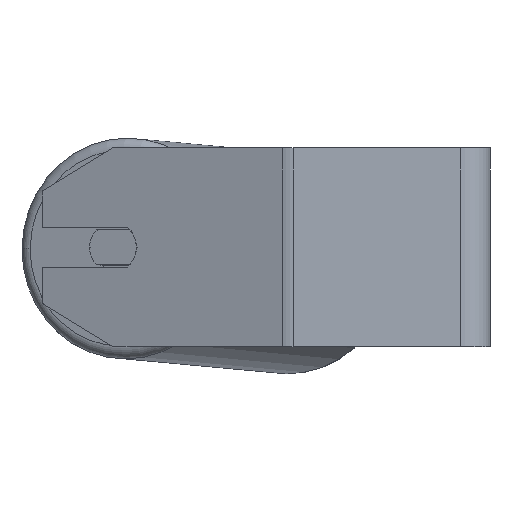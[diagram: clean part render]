
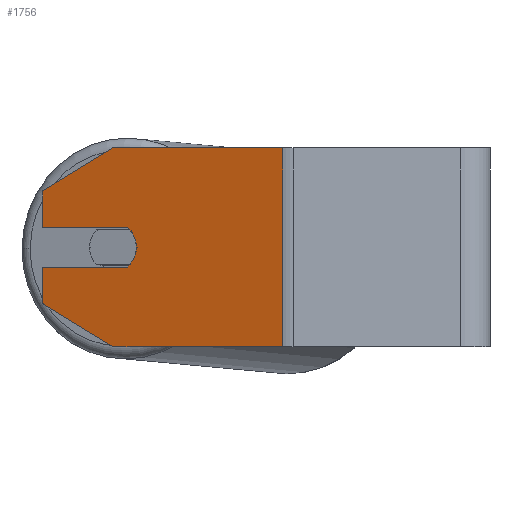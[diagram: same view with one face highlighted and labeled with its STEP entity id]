
A CAD part, left-side view. The second image highlights one B-rep face of the part: STEP entity #1756.
In plain terms, the highlighted planar face has unit normal (-0.94, 0.342, 0).
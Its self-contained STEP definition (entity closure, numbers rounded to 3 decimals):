
#82 = ORIENTED_EDGE ( 'NONE', *, *, #4269, .F. ) ;
#338 = CARTESIAN_POINT ( 'NONE',  ( -219.361, 151.841, -40. ) ) ;
#439 = VERTEX_POINT ( 'NONE', #3897 ) ;
#603 = CARTESIAN_POINT ( 'NONE',  ( -244.276, 83.388, -40. ) ) ;
#764 = ORIENTED_EDGE ( 'NONE', *, *, #6733, .T. ) ;
#834 = EDGE_CURVE ( 'NONE', #5287, #5235, #2908, .T. ) ;
#864 = DIRECTION ( 'NONE',  ( 0.94, -0.342, 0. ) ) ;
#948 = LINE ( 'NONE', #2583, #3529 ) ;
#1044 = DIRECTION ( 'NONE',  ( -0.342, -0.94, 0. ) ) ;
#1212 = EDGE_CURVE ( 'NONE', #2489, #439, #948, .T. ) ;
#1239 = CARTESIAN_POINT ( 'NONE',  ( -209.101, 180.032, 40. ) ) ;
#1342 = VERTEX_POINT ( 'NONE', #3491 ) ;
#1442 = DIRECTION ( 'NONE',  ( -0.342, -0.94, 0. ) ) ;
#1449 = ORIENTED_EDGE ( 'NONE', *, *, #6507, .T. ) ;
#1591 = ORIENTED_EDGE ( 'NONE', *, *, #6584, .T. ) ;
#1597 = CARTESIAN_POINT ( 'NONE',  ( -209.101, 180.032, -40. ) ) ;
#1632 = DIRECTION ( 'NONE',  ( 0.342, 0.94, 0. ) ) ;
#1696 = DIRECTION ( 'NONE',  ( 0.296, 0.814, -0.5 ) ) ;
#1735 = VERTEX_POINT ( 'NONE', #2710 ) ;
#1749 = CIRCLE ( 'NONE', #2994, 10. ) ;
#1756 = ADVANCED_FACE ( 'NONE', ( #6716 ), #4013, .F. ) ;
#1771 = CARTESIAN_POINT ( 'NONE',  ( -209.101, 180.032, 22.679 ) ) ;
#1813 = CARTESIAN_POINT ( 'NONE',  ( -219.361, 151.841, 40. ) ) ;
#1873 = EDGE_CURVE ( 'NONE', #1342, #5577, #6190, .T. ) ;
#2279 = CARTESIAN_POINT ( 'NONE',  ( -209.101, 180.032, 22.679 ) ) ;
#2489 = VERTEX_POINT ( 'NONE', #2859 ) ;
#2577 = EDGE_CURVE ( 'NONE', #439, #1735, #3882, .T. ) ;
#2583 = CARTESIAN_POINT ( 'NONE',  ( -209.101, 180.032, -8. ) ) ;
#2626 = DIRECTION ( 'NONE',  ( -0.342, -0.94, 0. ) ) ;
#2710 = CARTESIAN_POINT ( 'NONE',  ( -222.782, 142.444, 0. ) ) ;
#2741 = ORIENTED_EDGE ( 'NONE', *, *, #2577, .F. ) ;
#2859 = CARTESIAN_POINT ( 'NONE',  ( -209.101, 180.032, -8. ) ) ;
#2908 = LINE ( 'NONE', #1771, #5787 ) ;
#2994 = AXIS2_PLACEMENT_3D ( 'NONE', #6899, #3806, #1044 ) ;
#3129 = CARTESIAN_POINT ( 'NONE',  ( -209.101, 180.032, 40. ) ) ;
#3319 = AXIS2_PLACEMENT_3D ( 'NONE', #5163, #6232, #1442 ) ;
#3424 = CARTESIAN_POINT ( 'NONE',  ( -209.101, 180.032, 8. ) ) ;
#3483 = CARTESIAN_POINT ( 'NONE',  ( -244.276, 83.388, 40. ) ) ;
#3491 = CARTESIAN_POINT ( 'NONE',  ( -244.276, 83.388, 40. ) ) ;
#3529 = VECTOR ( 'NONE', #5511, 1000. ) ;
#3600 = EDGE_CURVE ( 'NONE', #1735, #4066, #1749, .T. ) ;
#3792 = VERTEX_POINT ( 'NONE', #338 ) ;
#3806 = DIRECTION ( 'NONE',  ( -0.94, 0.342, 0. ) ) ;
#3882 = CIRCLE ( 'NONE', #3319, 10. ) ;
#3897 = CARTESIAN_POINT ( 'NONE',  ( -221.414, 146.203, -8. ) ) ;
#3917 = VECTOR ( 'NONE', #4861, 1000. ) ;
#3946 = VERTEX_POINT ( 'NONE', #5322 ) ;
#4013 = PLANE ( 'NONE',  #4443 ) ;
#4066 = VERTEX_POINT ( 'NONE', #4901 ) ;
#4215 = VECTOR ( 'NONE', #6223, 1000. ) ;
#4269 = EDGE_CURVE ( 'NONE', #5287, #1342, #4752, .T. ) ;
#4323 = LINE ( 'NONE', #5816, #4707 ) ;
#4408 = EDGE_CURVE ( 'NONE', #4066, #5846, #4525, .T. ) ;
#4443 = AXIS2_PLACEMENT_3D ( 'NONE', #6255, #864, #5645 ) ;
#4525 = LINE ( 'NONE', #3424, #5948 ) ;
#4669 = ORIENTED_EDGE ( 'NONE', *, *, #6548, .T. ) ;
#4707 = VECTOR ( 'NONE', #5393, 1000. ) ;
#4752 = LINE ( 'NONE', #3129, #6512 ) ;
#4792 = LINE ( 'NONE', #1597, #3917 ) ;
#4852 = CARTESIAN_POINT ( 'NONE',  ( -209.101, 180.032, 8. ) ) ;
#4861 = DIRECTION ( 'NONE',  ( -0.342, -0.94, 0. ) ) ;
#4901 = CARTESIAN_POINT ( 'NONE',  ( -221.414, 146.203, 8. ) ) ;
#5035 = LINE ( 'NONE', #1239, #6073 ) ;
#5043 = VECTOR ( 'NONE', #5644, 1000. ) ;
#5108 = LINE ( 'NONE', #6889, #5043 ) ;
#5161 = ORIENTED_EDGE ( 'NONE', *, *, #4408, .F. ) ;
#5163 = CARTESIAN_POINT ( 'NONE',  ( -219.361, 151.841, 0. ) ) ;
#5235 = VERTEX_POINT ( 'NONE', #2279 ) ;
#5287 = VERTEX_POINT ( 'NONE', #1813 ) ;
#5322 = CARTESIAN_POINT ( 'NONE',  ( -209.101, 180.032, -22.679 ) ) ;
#5393 = DIRECTION ( 'NONE',  ( 0., 0., -1. ) ) ;
#5491 = DIRECTION ( 'NONE',  ( 0., 0., -1. ) ) ;
#5511 = DIRECTION ( 'NONE',  ( -0.342, -0.94, 0. ) ) ;
#5577 = VERTEX_POINT ( 'NONE', #603 ) ;
#5590 = EDGE_LOOP ( 'NONE', ( #2741, #5739, #4669, #1449, #1591, #6274, #82, #6252, #764, #5161, #6443 ) ) ;
#5644 = DIRECTION ( 'NONE',  ( -0.296, -0.814, -0.5 ) ) ;
#5645 = DIRECTION ( 'NONE',  ( 0.342, 0.94, 0. ) ) ;
#5739 = ORIENTED_EDGE ( 'NONE', *, *, #1212, .F. ) ;
#5787 = VECTOR ( 'NONE', #1696, 1000. ) ;
#5816 = CARTESIAN_POINT ( 'NONE',  ( -209.101, 180.032, 40. ) ) ;
#5846 = VERTEX_POINT ( 'NONE', #4852 ) ;
#5948 = VECTOR ( 'NONE', #1632, 1000. ) ;
#6073 = VECTOR ( 'NONE', #5491, 1000. ) ;
#6190 = LINE ( 'NONE', #3483, #4215 ) ;
#6223 = DIRECTION ( 'NONE',  ( 0., 0., -1. ) ) ;
#6232 = DIRECTION ( 'NONE',  ( -0.94, 0.342, 0. ) ) ;
#6252 = ORIENTED_EDGE ( 'NONE', *, *, #834, .T. ) ;
#6255 = CARTESIAN_POINT ( 'NONE',  ( -209.101, 180.032, 40. ) ) ;
#6274 = ORIENTED_EDGE ( 'NONE', *, *, #1873, .F. ) ;
#6443 = ORIENTED_EDGE ( 'NONE', *, *, #3600, .F. ) ;
#6507 = EDGE_CURVE ( 'NONE', #3946, #3792, #5108, .T. ) ;
#6512 = VECTOR ( 'NONE', #2626, 1000. ) ;
#6548 = EDGE_CURVE ( 'NONE', #2489, #3946, #4323, .T. ) ;
#6584 = EDGE_CURVE ( 'NONE', #3792, #5577, #4792, .T. ) ;
#6716 = FACE_OUTER_BOUND ( 'NONE', #5590, .T. ) ;
#6733 = EDGE_CURVE ( 'NONE', #5235, #5846, #5035, .T. ) ;
#6889 = CARTESIAN_POINT ( 'NONE',  ( -219.361, 151.841, -40. ) ) ;
#6899 = CARTESIAN_POINT ( 'NONE',  ( -219.361, 151.841, 0. ) ) ;
